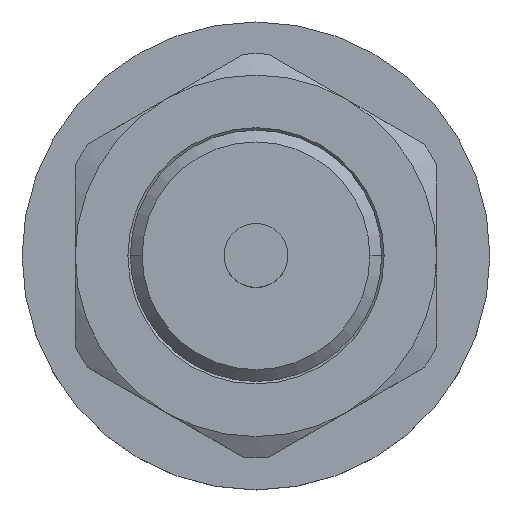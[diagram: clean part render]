
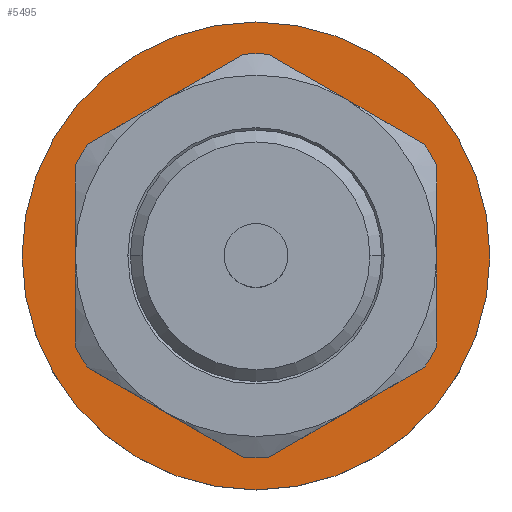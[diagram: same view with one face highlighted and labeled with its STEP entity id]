
A CAD part, top view. The second image highlights one B-rep face of the part: STEP entity #5495.
In plain terms, the highlighted planar face has unit normal (0, 0, 1).
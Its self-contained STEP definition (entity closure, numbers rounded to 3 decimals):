
#1340 = CIRCLE ( 'NONE', #1347, 5.4 ) ;
#1342 = CIRCLE ( 'NONE', #1349, 11. ) ;
#1347 = AXIS2_PLACEMENT_3D ( 'NONE', #2191, #2192, #2193 ) ;
#1349 = AXIS2_PLACEMENT_3D ( 'NONE', #2194, #2195, #2196 ) ;
#2191 = CARTESIAN_POINT ( 'NONE',  ( 0., 0., -3.3 ) ) ;
#2192 = DIRECTION ( 'NONE',  ( 0., 0., -1. ) ) ;
#2193 = DIRECTION ( 'NONE',  ( -1., 0., 0. ) ) ;
#2194 = CARTESIAN_POINT ( 'NONE',  ( 0., 0., -3.3 ) ) ;
#2195 = DIRECTION ( 'NONE',  ( 0., 0., -1. ) ) ;
#2196 = DIRECTION ( 'NONE',  ( -1., 0., 0. ) ) ;
#2843 = EDGE_CURVE ( 'NONE', #3164, #3165, #9196, .T. ) ;
#2848 = EDGE_CURVE ( 'NONE', #3171, #3170, #9199, .T. ) ;
#3164 = VERTEX_POINT ( 'NONE', #11082 ) ;
#3165 = VERTEX_POINT ( 'NONE', #11083 ) ;
#3170 = VERTEX_POINT ( 'NONE', #11088 ) ;
#3171 = VERTEX_POINT ( 'NONE', #11089 ) ;
#5082 = EDGE_LOOP ( 'NONE', ( #7879, #7880 ) ) ;
#5083 = EDGE_LOOP ( 'NONE', ( #7881, #7882 ) ) ;
#5495 = ADVANCED_FACE ( 'NONE', ( #10785, #10786 ), #12036, .T. ) ;
#7879 = ORIENTED_EDGE ( 'NONE', *, *, #2848, .T. ) ;
#7880 = ORIENTED_EDGE ( 'NONE', *, *, #8552, .T. ) ;
#7881 = ORIENTED_EDGE ( 'NONE', *, *, #2843, .F. ) ;
#7882 = ORIENTED_EDGE ( 'NONE', *, *, #8553, .F. ) ;
#8552 = EDGE_CURVE ( 'NONE', #3170, #3171, #1340, .T. ) ;
#8553 = EDGE_CURVE ( 'NONE', #3165, #3164, #1342, .T. ) ;
#9196 = CIRCLE ( 'NONE', #9198, 11. ) ;
#9198 = AXIS2_PLACEMENT_3D ( 'NONE', #10056, #10057, #10058 ) ;
#9199 = CIRCLE ( 'NONE', #9206, 5.4 ) ;
#9206 = AXIS2_PLACEMENT_3D ( 'NONE', #10069, #10070, #10071 ) ;
#10056 = CARTESIAN_POINT ( 'NONE',  ( 0., 0., -3.3 ) ) ;
#10057 = DIRECTION ( 'NONE',  ( 0., 0., -1. ) ) ;
#10058 = DIRECTION ( 'NONE',  ( -1., 0., 0. ) ) ;
#10069 = CARTESIAN_POINT ( 'NONE',  ( 0., 0., -3.3 ) ) ;
#10070 = DIRECTION ( 'NONE',  ( 0., 0., -1. ) ) ;
#10071 = DIRECTION ( 'NONE',  ( -1., 0., 0. ) ) ;
#10785 = FACE_BOUND ( 'NONE', #5082, .T. ) ;
#10786 = FACE_OUTER_BOUND ( 'NONE', #5083, .T. ) ;
#11082 = CARTESIAN_POINT ( 'NONE',  ( -11., 0., -3.3 ) ) ;
#11083 = CARTESIAN_POINT ( 'NONE',  ( 11., 0., -3.3 ) ) ;
#11088 = CARTESIAN_POINT ( 'NONE',  ( 5.4, 0., -3.3 ) ) ;
#11089 = CARTESIAN_POINT ( 'NONE',  ( -5.4, 0., -3.3 ) ) ;
#12036 = PLANE ( 'NONE',  #12261 ) ;
#12037 = CARTESIAN_POINT ( 'NONE',  ( 0., 11., -3.3 ) ) ;
#12038 = DIRECTION ( 'NONE',  ( 0., 0., 1. ) ) ;
#12039 = DIRECTION ( 'NONE',  ( 1., 0., 0. ) ) ;
#12261 = AXIS2_PLACEMENT_3D ( 'NONE', #12037, #12038, #12039 ) ;
